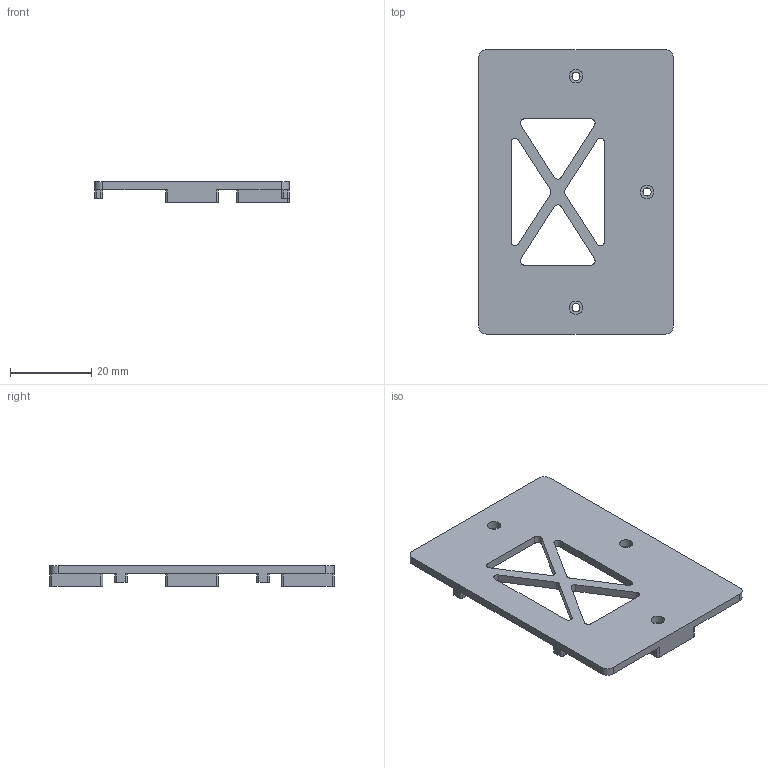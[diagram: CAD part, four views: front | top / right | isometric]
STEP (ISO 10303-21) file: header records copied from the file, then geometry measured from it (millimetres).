
FILE_DESCRIPTION(/* description */ (''),/* implementation_level */ '2;1');
FILE_NAME(/* name */ 'Battery_holder_top.step',/* time_stamp */ '2023-06-02T21:55:22+02:00',/* author */ (''),/* organization */ (''),/* preprocessor_version */ 'ST-DEVELOPER v19.2',/* originating_system */ 'Autodesk Translation Framework v12.4.0.73',/* authorisation */ '');
FILE_SCHEMA (('AUTOMOTIVE_DESIGN { 1 0 10303 214 3 1 1 }'));
Length unit declared in the file: millimetre
Products named in the file (1): Top
Bounding box: 48 x 70 x 5 mm (x, y, z)
Volume: 6968.2 mm3; surface area: 7032.8 mm2
Topology: 1 solids, 1 shells, 99 faces, 282 edges, 188 vertices
Faces by surface type: cylinder 50, plane 49
Full cylindrical faces by diameter (mm): 2 x3, 3.3 x3
Entity records: 3317 total; most frequent: DIRECTION 582, CARTESIAN_POINT 570, ORIENTED_EDGE 564, EDGE_CURVE 282, AXIS2_PLACEMENT_3D 200, VERTEX_POINT 188, LINE 182, VECTOR 182
